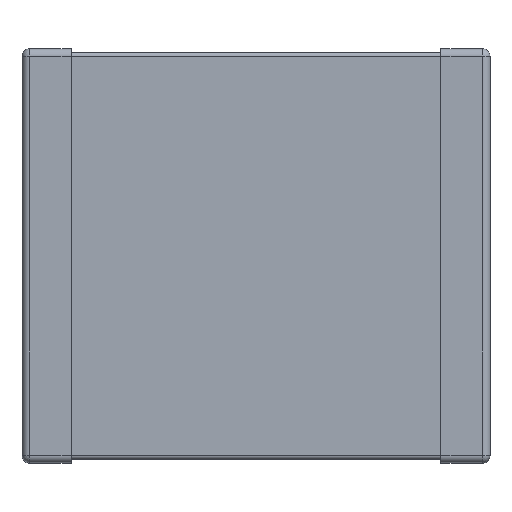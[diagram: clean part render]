
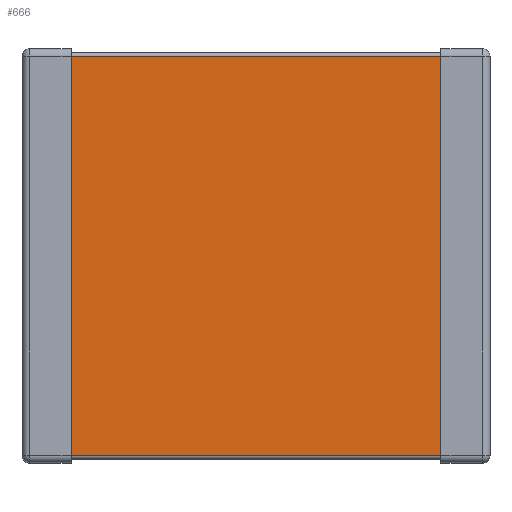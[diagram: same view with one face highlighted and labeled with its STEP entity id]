
A CAD part, top view. The second image highlights one B-rep face of the part: STEP entity #666.
In plain terms, the highlighted planar face has unit normal (0, 0, 1).
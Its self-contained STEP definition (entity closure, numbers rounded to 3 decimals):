
#36=PLANE('',#724);
#58=FACE_OUTER_BOUND('',#104,.T.);
#104=EDGE_LOOP('',(#489,#490,#491,#492));
#142=LINE('',#1032,#198);
#146=LINE('',#1041,#202);
#150=LINE('',#1056,#206);
#154=LINE('',#1067,#210);
#198=VECTOR('',#802,1.);
#202=VECTOR('',#810,1.);
#206=VECTOR('',#824,1.);
#210=VECTOR('',#836,1.);
#293=VERTEX_POINT('',#1025);
#296=VERTEX_POINT('',#1030);
#299=VERTEX_POINT('',#1040);
#304=VERTEX_POINT('',#1052);
#352=EDGE_CURVE('',#296,#293,#142,.T.);
#356=EDGE_CURVE('',#293,#299,#146,.T.);
#364=EDGE_CURVE('',#299,#304,#150,.T.);
#370=EDGE_CURVE('',#304,#296,#154,.T.);
#489=ORIENTED_EDGE('',*,*,#352,.F.);
#490=ORIENTED_EDGE('',*,*,#370,.F.);
#491=ORIENTED_EDGE('',*,*,#364,.F.);
#492=ORIENTED_EDGE('',*,*,#356,.F.);
#666=ADVANCED_FACE('',(#58),#36,.T.);
#724=AXIS2_PLACEMENT_3D('',#1073,#845,#846);
#802=DIRECTION('',(-1.,0.,0.));
#810=DIRECTION('',(0.,1.,0.));
#824=DIRECTION('',(1.,0.,0.));
#836=DIRECTION('',(0.,-1.,0.));
#845=DIRECTION('center_axis',(0.,0.,1.));
#846=DIRECTION('ref_axis',(1.,0.,0.));
#1025=CARTESIAN_POINT('',(-2.41,-2.6,3.35));
#1030=CARTESIAN_POINT('',(2.41,-2.6,3.35));
#1032=CARTESIAN_POINT('',(1.205,-2.6,3.35));
#1040=CARTESIAN_POINT('',(-2.41,2.6,3.35));
#1041=CARTESIAN_POINT('',(-2.41,-2.7,3.35));
#1052=CARTESIAN_POINT('',(2.41,2.6,3.35));
#1056=CARTESIAN_POINT('',(-1.205,2.6,3.35));
#1067=CARTESIAN_POINT('',(2.41,2.7,3.35));
#1073=CARTESIAN_POINT('Origin',(0.,0.,3.35));
